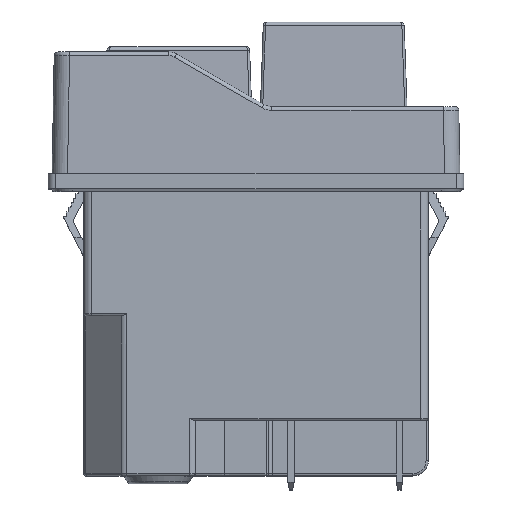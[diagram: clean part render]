
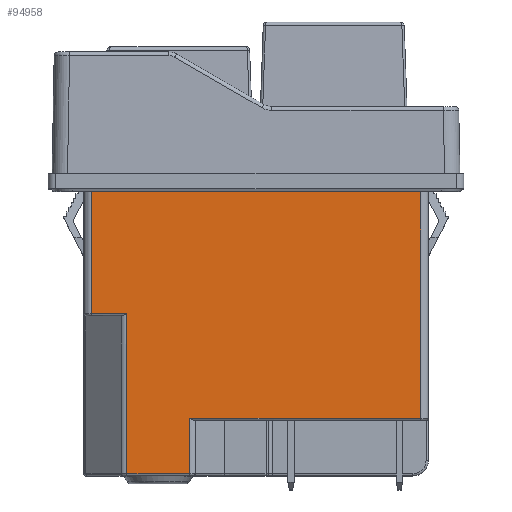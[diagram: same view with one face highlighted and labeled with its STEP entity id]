
A CAD part, top view. The second image highlights one B-rep face of the part: STEP entity #94958.
In plain terms, the highlighted planar face has unit normal (0, 0, 1).
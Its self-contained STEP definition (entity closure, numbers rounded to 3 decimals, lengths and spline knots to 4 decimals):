
#5573=FACE_OUTER_BOUND('',#10536,.T.);
#10536=EDGE_LOOP('',(#80982,#80983,#80984,#80985,#80986,#80987,#80988,#80989));
#19582=LINE('',#145244,#32201);
#21507=LINE('',#149214,#34126);
#21531=LINE('',#149308,#34150);
#21532=LINE('',#149311,#34151);
#21533=LINE('',#149313,#34152);
#21534=LINE('',#149315,#34153);
#21535=LINE('',#149316,#34154);
#21536=LINE('',#149317,#34155);
#32201=VECTOR('',#117350,0.3217);
#34126=VECTOR('',#120821,1.685);
#34150=VECTOR('',#120923,0.2835);
#34151=VECTOR('',#120926,1.378);
#34152=VECTOR('',#120927,0.8425);
#34153=VECTOR('',#120928,0.1817);
#34154=VECTOR('',#120929,0.8189);
#34155=VECTOR('',#120930,1.1817);
#42689=VERTEX_POINT('',#145239);
#42690=VERTEX_POINT('',#145243);
#43961=VERTEX_POINT('',#149211);
#43962=VERTEX_POINT('',#149213);
#43977=VERTEX_POINT('',#149299);
#43978=VERTEX_POINT('',#149310);
#43979=VERTEX_POINT('',#149312);
#43980=VERTEX_POINT('',#149314);
#54645=EDGE_CURVE('',#42689,#42690,#19582,.T.);
#56623=EDGE_CURVE('',#43961,#43962,#21507,.T.);
#56667=EDGE_CURVE('',#43977,#42689,#21531,.T.);
#56668=EDGE_CURVE('',#43978,#43962,#21532,.T.);
#56669=EDGE_CURVE('',#43961,#43979,#21533,.T.);
#56670=EDGE_CURVE('',#43979,#43980,#21534,.T.);
#56671=EDGE_CURVE('',#43980,#42690,#21535,.T.);
#56672=EDGE_CURVE('',#43977,#43978,#21536,.T.);
#80982=ORIENTED_EDGE('',*,*,#56668,.T.);
#80983=ORIENTED_EDGE('',*,*,#56623,.F.);
#80984=ORIENTED_EDGE('',*,*,#56669,.T.);
#80985=ORIENTED_EDGE('',*,*,#56670,.T.);
#80986=ORIENTED_EDGE('',*,*,#56671,.T.);
#80987=ORIENTED_EDGE('',*,*,#54645,.F.);
#80988=ORIENTED_EDGE('',*,*,#56667,.F.);
#80989=ORIENTED_EDGE('',*,*,#56672,.T.);
#90199=PLANE('',#100666);
#94958=ADVANCED_FACE('',(#5573),#90199,.T.);
#100666=AXIS2_PLACEMENT_3D('',#149309,#120924,#120925);
#117350=DIRECTION('',(-1.,0.,0.));
#120821=DIRECTION('',(1.,0.,0.));
#120923=DIRECTION('',(0.,-1.,0.));
#120924=DIRECTION('center_axis',(0.,0.,1.));
#120925=DIRECTION('ref_axis',(1.,0.,0.));
#120926=DIRECTION('',(0.,1.,0.));
#120927=DIRECTION('',(0.,-1.,0.));
#120928=DIRECTION('',(1.,0.,0.));
#120929=DIRECTION('',(0.,-1.,0.));
#120930=DIRECTION('',(1.,0.,0.));
#145239=CARTESIAN_POINT('',(-0.3391,-1.5906,0.4213));
#145243=CARTESIAN_POINT('',(-0.6609,-1.5906,0.4213));
#145244=CARTESIAN_POINT('',(-0.3391,-1.5906,0.4213));
#149211=CARTESIAN_POINT('',(-0.8425,0.0709,0.4213));
#149213=CARTESIAN_POINT('',(0.8425,0.0709,0.4213));
#149214=CARTESIAN_POINT('',(-0.8425,0.0709,0.4213));
#149299=CARTESIAN_POINT('',(-0.3391,-1.3071,0.4213));
#149308=CARTESIAN_POINT('',(-0.3391,-1.3071,0.4213));
#149309=CARTESIAN_POINT('Origin',(-0.8819,0.,0.4213));
#149310=CARTESIAN_POINT('',(0.8425,-1.3071,0.4213));
#149311=CARTESIAN_POINT('',(0.8425,-1.3071,0.4213));
#149312=CARTESIAN_POINT('',(-0.8425,-0.7717,0.4213));
#149313=CARTESIAN_POINT('',(-0.8425,0.0709,0.4213));
#149314=CARTESIAN_POINT('',(-0.6609,-0.7717,0.4213));
#149315=CARTESIAN_POINT('',(-0.8425,-0.7717,0.4213));
#149316=CARTESIAN_POINT('',(-0.6609,-0.7717,0.4213));
#149317=CARTESIAN_POINT('',(-0.3391,-1.3071,0.4213));
